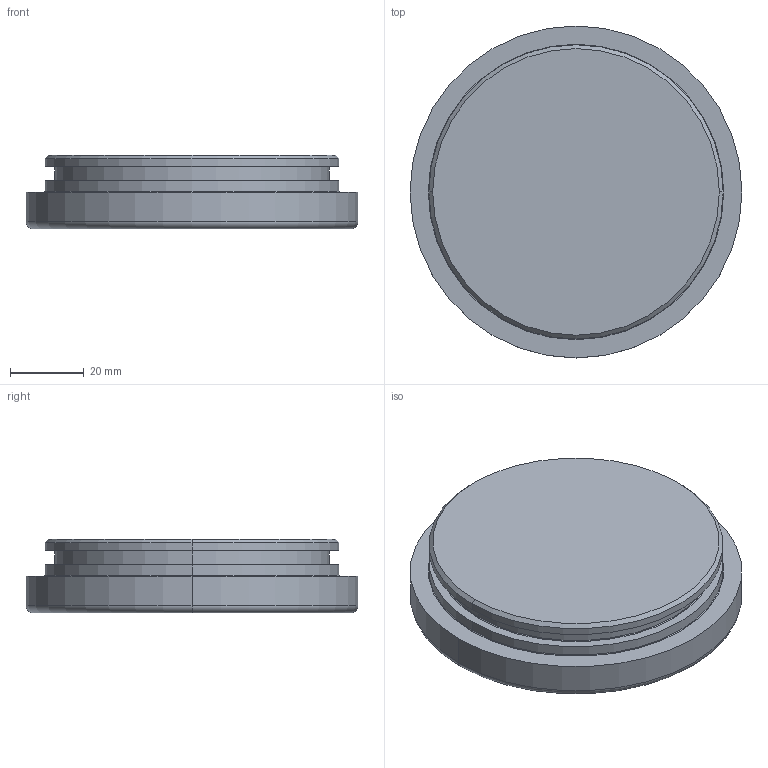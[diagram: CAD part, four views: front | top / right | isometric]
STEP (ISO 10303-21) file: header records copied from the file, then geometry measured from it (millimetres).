
FILE_DESCRIPTION (( 'STEP AP214' ), '1' );
FILE_NAME ('cul flash 2.STEP', '2024-09-27T13:19:09', ( '' ), ( '' ), 'SwSTEP 2.0', 'SolidWorks 2023', '' );
FILE_SCHEMA (( 'AUTOMOTIVE_DESIGN' ));
Length unit declared in the file: millimetre
Products named in the file (1): cul flash 2
Bounding box: 90 x 90 x 20 mm (x, y, z)
Volume: 110582.3 mm3; surface area: 18817 mm2
Topology: 1 solids, 1 shells, 23 faces, 44 edges, 26 vertices
Faces by surface type: torus 8, cylinder 8, plane 5, cone 2
Entity records: 615 total; most frequent: DIRECTION 126, CARTESIAN_POINT 94, ORIENTED_EDGE 88, AXIS2_PLACEMENT_3D 58, EDGE_CURVE 44, CIRCLE 34, EDGE_LOOP 26, VERTEX_POINT 26
